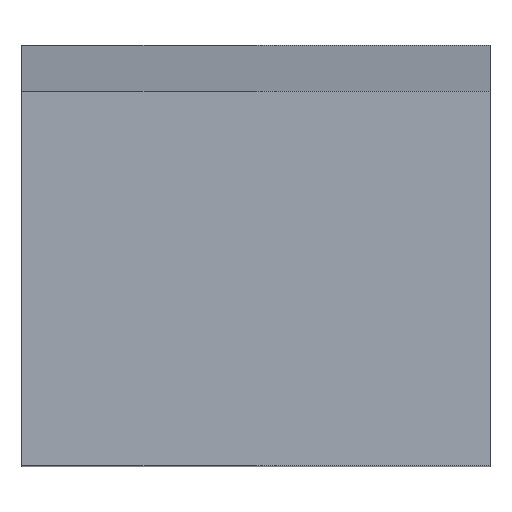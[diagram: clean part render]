
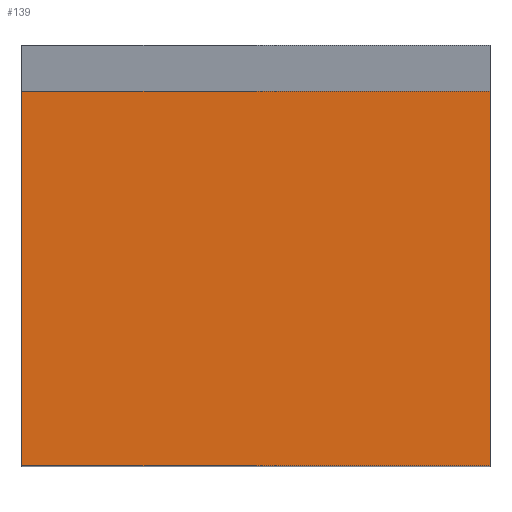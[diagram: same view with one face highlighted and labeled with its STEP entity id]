
A CAD part, top view. The second image highlights one B-rep face of the part: STEP entity #139.
In plain terms, the highlighted planar face has unit normal (0, 0, 1).
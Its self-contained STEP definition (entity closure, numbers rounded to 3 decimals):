
#139=ADVANCED_FACE('',(#228),#230,.T.);
#228=FACE_BOUND('',#229,.T.);
#229=EDGE_LOOP('',(#272,#273,#274,#275));
#230=PLANE('',#231);
#231=AXIS2_PLACEMENT_3D('',#232,#233,#234);
#232=CARTESIAN_POINT('',(0.,0.,12.5));
#233=DIRECTION('',(0.,0.,1.));
#234=DIRECTION('',(1.,0.,0.));
#272=ORIENTED_EDGE('',*,*,#298,.T.);
#273=ORIENTED_EDGE('',*,*,#293,.T.);
#274=ORIENTED_EDGE('',*,*,#289,.T.);
#275=ORIENTED_EDGE('',*,*,#297,.T.);
#289=EDGE_CURVE('',#317,#315,#318,.T.);
#293=EDGE_CURVE('',#321,#317,#324,.T.);
#297=EDGE_CURVE('',#315,#328,#330,.T.);
#298=EDGE_CURVE('',#328,#321,#331,.T.);
#315=VERTEX_POINT('',#368);
#317=VERTEX_POINT('',#372);
#318=LINE('',#373,#374);
#321=VERTEX_POINT('',#380);
#324=LINE('',#387,#388);
#328=VERTEX_POINT('',#397);
#330=LINE('',#401,#402);
#331=LINE('',#404,#405);
#368=CARTESIAN_POINT('',(10.,0.,12.5));
#372=CARTESIAN_POINT('',(0.,0.,12.5));
#373=CARTESIAN_POINT('',(0.,0.,12.5));
#374=VECTOR('',#375,1.);
#375=DIRECTION('',(1.,0.,0.));
#380=CARTESIAN_POINT('',(0.,8.,12.5));
#387=CARTESIAN_POINT('',(0.,8.,12.5));
#388=VECTOR('',#389,1.);
#389=DIRECTION('',(0.,-1.,0.));
#397=CARTESIAN_POINT('',(10.,8.,12.5));
#401=CARTESIAN_POINT('',(10.,0.,12.5));
#402=VECTOR('',#403,1.);
#403=DIRECTION('',(0.,1.,0.));
#404=CARTESIAN_POINT('',(10.,8.,12.5));
#405=VECTOR('',#406,1.);
#406=DIRECTION('',(-1.,0.,0.));
